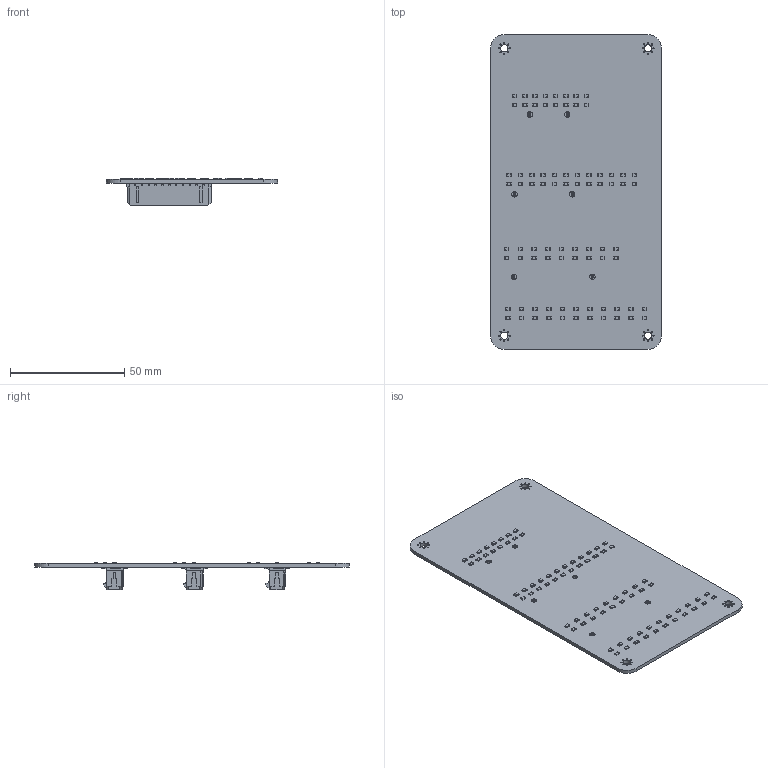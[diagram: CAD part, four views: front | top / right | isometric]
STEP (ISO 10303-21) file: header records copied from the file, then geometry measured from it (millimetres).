
FILE_DESCRIPTION(('KiCad electronic assembly'),'2;1');
FILE_NAME('2024_LED_Breakout_Board.step','2024-07-22T17:21:14',('Pcbnew' ),('Kicad'),'Open CASCADE STEP processor 7.8', 'KiCad to STEP converter','Unknown');
FILE_SCHEMA(('AUTOMOTIVE_DESIGN { 1 0 10303 214 1 1 1 1 }'));
Length unit declared in the file: millimetre
Products named in the file (14): 2024_LED_Breakout_Board 1; 0805; 126151; 599-0110-007F; 43045-1615; 430451615; 43045-1015; 430451015; 43045-2215; 430452215; 2024_LED_Breakout_Board_PCB
Assembly tree (91 placements, depth 3):
  2024_LED_Breakout_Board 1
    0805  x40
      126151
    0805  x40
      599-0110-007F
    43045-1615
      430451615
    43045-1015
      430451015
    43045-1015
      430451015
    43045-2215
      430452215
    2024_LED_Breakout_Board_PCB
Bounding box: 75 x 138 x 12.21 mm (x, y, z)
Volume: 20667.1 mm3; surface area: 31439.5 mm2
Topology: 245 solids, 245 shells, 6496 faces, 16418 edges, 10680 vertices
Faces by surface type: plane 5588, cylinder 748, sphere 160
Full cylindrical faces by diameter (mm): 0.5 x32, 2.41 x6, 3.2 x4
Entity records: 77120 total; most frequent: CARTESIAN_POINT 13882, ORIENTED_EDGE 12760, DIRECTION 12144, LINE 6396, VECTOR 6396, EDGE_CURVE 6380, VERTEX_POINT 4028, AXIS2_PLACEMENT_3D 2874
